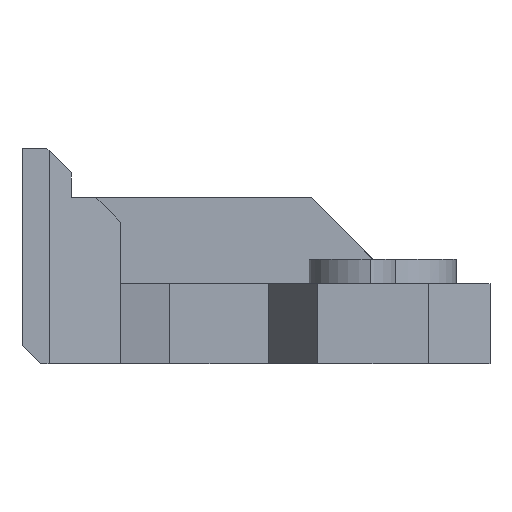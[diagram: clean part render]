
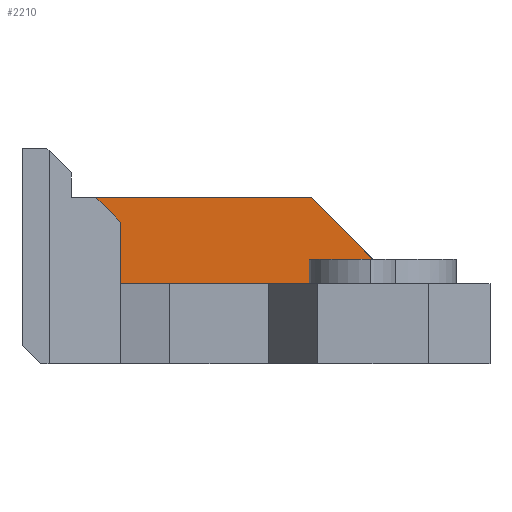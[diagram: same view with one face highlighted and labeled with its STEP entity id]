
A CAD part, front view. The second image highlights one B-rep face of the part: STEP entity #2210.
In plain terms, the highlighted planar face has unit normal (0, -1, 0).
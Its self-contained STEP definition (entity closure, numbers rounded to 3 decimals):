
#164=FACE_OUTER_BOUND('',#289,.T.);
#289=EDGE_LOOP('',(#1833,#1834,#1835,#1836,#1837,#1838,#1839));
#527=LINE('',#3446,#805);
#531=LINE('',#3464,#809);
#537=LINE('',#3477,#815);
#538=LINE('',#3480,#816);
#539=LINE('',#3482,#817);
#540=LINE('',#3484,#818);
#541=LINE('',#3485,#819);
#805=VECTOR('',#2808,10.);
#809=VECTOR('',#2826,10.);
#815=VECTOR('',#2836,10.);
#816=VECTOR('',#2839,10.);
#817=VECTOR('',#2840,10.);
#818=VECTOR('',#2841,10.);
#819=VECTOR('',#2842,10.);
#1035=VERTEX_POINT('',#3444);
#1036=VERTEX_POINT('',#3445);
#1043=VERTEX_POINT('',#3462);
#1048=VERTEX_POINT('',#3475);
#1049=VERTEX_POINT('',#3479);
#1050=VERTEX_POINT('',#3481);
#1051=VERTEX_POINT('',#3483);
#1310=EDGE_CURVE('',#1035,#1036,#527,.T.);
#1319=EDGE_CURVE('',#1043,#1035,#531,.T.);
#1326=EDGE_CURVE('',#1043,#1048,#537,.T.);
#1327=EDGE_CURVE('',#1048,#1049,#538,.T.);
#1328=EDGE_CURVE('',#1049,#1050,#539,.F.);
#1329=EDGE_CURVE('',#1051,#1050,#540,.T.);
#1330=EDGE_CURVE('',#1051,#1036,#541,.T.);
#1833=ORIENTED_EDGE('',*,*,#1319,.F.);
#1834=ORIENTED_EDGE('',*,*,#1326,.T.);
#1835=ORIENTED_EDGE('',*,*,#1327,.T.);
#1836=ORIENTED_EDGE('',*,*,#1328,.T.);
#1837=ORIENTED_EDGE('',*,*,#1329,.F.);
#1838=ORIENTED_EDGE('',*,*,#1330,.T.);
#1839=ORIENTED_EDGE('',*,*,#1310,.F.);
#2103=PLANE('',#2368);
#2210=ADVANCED_FACE('',(#164),#2103,.F.);
#2368=AXIS2_PLACEMENT_3D('',#3478,#2837,#2838);
#2808=DIRECTION('',(0.,0.,-1.));
#2826=DIRECTION('',(-1.,0.,0.));
#2836=DIRECTION('',(-0.707,0.,0.707));
#2837=DIRECTION('center_axis',(0.,1.,0.));
#2838=DIRECTION('ref_axis',(-1.,0.,0.));
#2839=DIRECTION('',(-1.,0.,0.));
#2840=DIRECTION('',(-0.707,0.,0.707));
#2841=DIRECTION('',(0.,0.,1.));
#2842=DIRECTION('',(1.,0.,0.));
#3444=CARTESIAN_POINT('',(24.819,-7.01,2.));
#3445=CARTESIAN_POINT('',(24.819,-7.01,0.));
#3446=CARTESIAN_POINT('',(24.819,-7.01,0.));
#3462=CARTESIAN_POINT('',(28.5,-7.01,2.));
#3464=CARTESIAN_POINT('',(28.953,-7.01,2.));
#3475=CARTESIAN_POINT('',(23.5,-7.01,7.));
#3477=CARTESIAN_POINT('',(28.276,-7.01,2.224));
#3478=CARTESIAN_POINT('Origin',(28.605,-7.01,0.));
#3479=CARTESIAN_POINT('',(6.,-7.01,7.));
#3480=CARTESIAN_POINT('',(8.,-7.01,7.));
#3481=CARTESIAN_POINT('',(8.,-7.01,5.));
#3482=CARTESIAN_POINT('',(13.901,-7.01,-0.901));
#3483=CARTESIAN_POINT('',(8.,-7.01,0.));
#3484=CARTESIAN_POINT('',(8.,-7.01,0.));
#3485=CARTESIAN_POINT('',(23.803,-7.01,0.));
